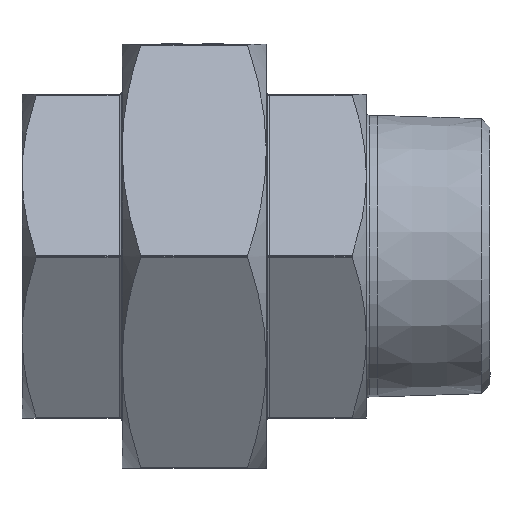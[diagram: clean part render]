
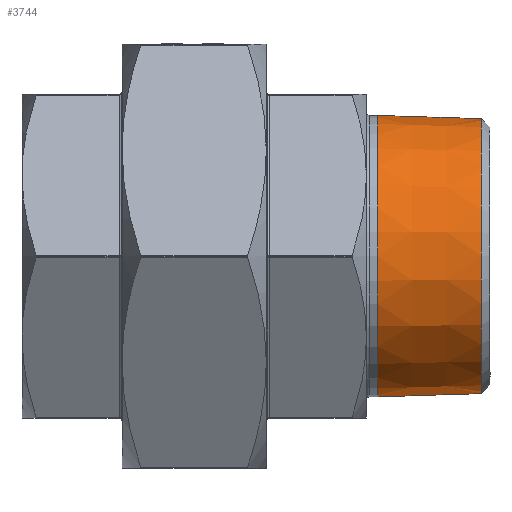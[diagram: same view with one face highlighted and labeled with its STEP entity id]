
A CAD part, front view. The second image highlights one B-rep face of the part: STEP entity #3744.
In plain terms, the highlighted conical face has half-angle 1.79 degrees and reference radius 23.901 mm.
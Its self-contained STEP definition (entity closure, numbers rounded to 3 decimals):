
#325 = EDGE_LOOP ( 'NONE', ( #5739, #7961, #10329, #12169 ) ) ;
#343 = CARTESIAN_POINT ( 'NONE',  ( 48.77, 0., 0. ) ) ;
#576 = DIRECTION ( 'NONE',  ( 0., 0., 1. ) ) ;
#750 = VERTEX_POINT ( 'NONE', #1276 ) ;
#1005 = EDGE_CURVE ( 'NONE', #750, #9841, #6024, .T. ) ;
#1276 = CARTESIAN_POINT ( 'NONE',  ( 48.77, 0., -23.351 ) ) ;
#1594 = LINE ( 'NONE', #13160, #5009 ) ;
#1693 = CARTESIAN_POINT ( 'NONE',  ( 31.15, 0., 0. ) ) ;
#1828 = CIRCLE ( 'NONE', #7038, 23.351 ) ;
#3744 = ADVANCED_FACE ( 'NONE', ( #7981 ), #4857, .T. ) ;
#4733 = DIRECTION ( 'NONE',  ( 0., 0., 1. ) ) ;
#4857 = CONICAL_SURFACE ( 'NONE', #12474, 23.901, 0.031 ) ;
#5009 = VECTOR ( 'NONE', #7382, 1000. ) ;
#5055 = CARTESIAN_POINT ( 'NONE',  ( 48.77, 0., 23.351 ) ) ;
#5269 = VERTEX_POINT ( 'NONE', #8053 ) ;
#5739 = ORIENTED_EDGE ( 'NONE', *, *, #1005, .F. ) ;
#6024 = LINE ( 'NONE', #7518, #13807 ) ;
#6950 = VERTEX_POINT ( 'NONE', #5055 ) ;
#7038 = AXIS2_PLACEMENT_3D ( 'NONE', #343, #8052, #4733 ) ;
#7382 = DIRECTION ( 'NONE',  ( -1., 0., 0.031 ) ) ;
#7518 = CARTESIAN_POINT ( 'NONE',  ( 31.15, 0., -23.901 ) ) ;
#7961 = ORIENTED_EDGE ( 'NONE', *, *, #10573, .T. ) ;
#7981 = FACE_OUTER_BOUND ( 'NONE', #325, .T. ) ;
#8052 = DIRECTION ( 'NONE',  ( -1., 0., 0. ) ) ;
#8053 = CARTESIAN_POINT ( 'NONE',  ( 31.15, 0., 23.901 ) ) ;
#8244 = DIRECTION ( 'NONE',  ( -1., 0., 0. ) ) ;
#8995 = CARTESIAN_POINT ( 'NONE',  ( 31.15, 0., -23.901 ) ) ;
#9841 = VERTEX_POINT ( 'NONE', #8995 ) ;
#10329 = ORIENTED_EDGE ( 'NONE', *, *, #12021, .T. ) ;
#10573 = EDGE_CURVE ( 'NONE', #750, #6950, #1828, .T. ) ;
#10993 = AXIS2_PLACEMENT_3D ( 'NONE', #13014, #14279, #14181 ) ;
#12021 = EDGE_CURVE ( 'NONE', #6950, #5269, #1594, .T. ) ;
#12169 = ORIENTED_EDGE ( 'NONE', *, *, #12541, .F. ) ;
#12474 = AXIS2_PLACEMENT_3D ( 'NONE', #1693, #8244, #576 ) ;
#12541 = EDGE_CURVE ( 'NONE', #9841, #5269, #13147, .T. ) ;
#12982 = DIRECTION ( 'NONE',  ( -1., 0., -0.031 ) ) ;
#13014 = CARTESIAN_POINT ( 'NONE',  ( 31.15, 0., 0. ) ) ;
#13147 = CIRCLE ( 'NONE', #10993, 23.901 ) ;
#13160 = CARTESIAN_POINT ( 'NONE',  ( 31.15, 0., 23.901 ) ) ;
#13807 = VECTOR ( 'NONE', #12982, 1000. ) ;
#14181 = DIRECTION ( 'NONE',  ( 0., 0., 1. ) ) ;
#14279 = DIRECTION ( 'NONE',  ( -1., 0., 0. ) ) ;
